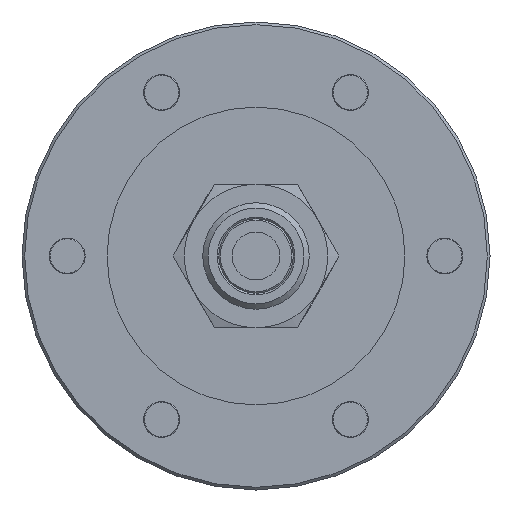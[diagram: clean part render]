
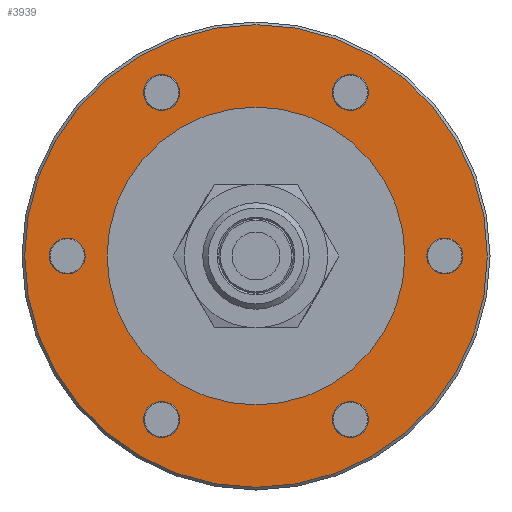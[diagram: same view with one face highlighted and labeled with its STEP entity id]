
A CAD part, left-side view. The second image highlights one B-rep face of the part: STEP entity #3939.
In plain terms, the highlighted planar face has unit normal (-1, 0, 0).
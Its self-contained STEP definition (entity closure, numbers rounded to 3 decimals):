
#248=FACE_BOUND('',#790,.T.);
#249=FACE_BOUND('',#791,.T.);
#250=FACE_BOUND('',#792,.T.);
#251=FACE_BOUND('',#793,.T.);
#252=FACE_BOUND('',#794,.T.);
#253=FACE_BOUND('',#795,.T.);
#254=FACE_BOUND('',#796,.T.);
#314=PLANE('',#4290);
#537=FACE_OUTER_BOUND('',#789,.T.);
#789=EDGE_LOOP('',(#3079));
#790=EDGE_LOOP('',(#3080,#3081));
#791=EDGE_LOOP('',(#3082,#3083));
#792=EDGE_LOOP('',(#3084,#3085));
#793=EDGE_LOOP('',(#3086,#3087));
#794=EDGE_LOOP('',(#3088,#3089));
#795=EDGE_LOOP('',(#3090,#3091));
#796=EDGE_LOOP('',(#3092,#3093));
#1555=CIRCLE('',#4289,43.5);
#1556=CIRCLE('',#4291,28.);
#1557=CIRCLE('',#4292,28.);
#1558=CIRCLE('',#4293,3.375);
#1559=CIRCLE('',#4294,3.375);
#1560=CIRCLE('',#4295,3.375);
#1561=CIRCLE('',#4296,3.375);
#1562=CIRCLE('',#4297,3.375);
#1563=CIRCLE('',#4298,3.375);
#1564=CIRCLE('',#4299,3.375);
#1565=CIRCLE('',#4300,3.375);
#1566=CIRCLE('',#4301,3.375);
#1567=CIRCLE('',#4302,3.375);
#1568=CIRCLE('',#4303,3.375);
#1569=CIRCLE('',#4304,3.375);
#1861=VERTEX_POINT('',#6328);
#1862=VERTEX_POINT('',#6332);
#1863=VERTEX_POINT('',#6333);
#1864=VERTEX_POINT('',#6336);
#1865=VERTEX_POINT('',#6337);
#1866=VERTEX_POINT('',#6340);
#1867=VERTEX_POINT('',#6341);
#1868=VERTEX_POINT('',#6344);
#1869=VERTEX_POINT('',#6345);
#1870=VERTEX_POINT('',#6348);
#1871=VERTEX_POINT('',#6349);
#1872=VERTEX_POINT('',#6352);
#1873=VERTEX_POINT('',#6353);
#1874=VERTEX_POINT('',#6356);
#1875=VERTEX_POINT('',#6357);
#2330=EDGE_CURVE('',#1861,#1861,#1555,.T.);
#2332=EDGE_CURVE('',#1862,#1863,#1556,.T.);
#2333=EDGE_CURVE('',#1863,#1862,#1557,.T.);
#2334=EDGE_CURVE('',#1864,#1865,#1558,.T.);
#2335=EDGE_CURVE('',#1865,#1864,#1559,.T.);
#2336=EDGE_CURVE('',#1866,#1867,#1560,.T.);
#2337=EDGE_CURVE('',#1867,#1866,#1561,.T.);
#2338=EDGE_CURVE('',#1868,#1869,#1562,.T.);
#2339=EDGE_CURVE('',#1869,#1868,#1563,.T.);
#2340=EDGE_CURVE('',#1870,#1871,#1564,.T.);
#2341=EDGE_CURVE('',#1871,#1870,#1565,.T.);
#2342=EDGE_CURVE('',#1872,#1873,#1566,.T.);
#2343=EDGE_CURVE('',#1873,#1872,#1567,.T.);
#2344=EDGE_CURVE('',#1874,#1875,#1568,.T.);
#2345=EDGE_CURVE('',#1875,#1874,#1569,.T.);
#3079=ORIENTED_EDGE('',*,*,#2330,.F.);
#3080=ORIENTED_EDGE('',*,*,#2332,.T.);
#3081=ORIENTED_EDGE('',*,*,#2333,.T.);
#3082=ORIENTED_EDGE('',*,*,#2334,.T.);
#3083=ORIENTED_EDGE('',*,*,#2335,.T.);
#3084=ORIENTED_EDGE('',*,*,#2336,.T.);
#3085=ORIENTED_EDGE('',*,*,#2337,.T.);
#3086=ORIENTED_EDGE('',*,*,#2338,.T.);
#3087=ORIENTED_EDGE('',*,*,#2339,.T.);
#3088=ORIENTED_EDGE('',*,*,#2340,.T.);
#3089=ORIENTED_EDGE('',*,*,#2341,.T.);
#3090=ORIENTED_EDGE('',*,*,#2342,.T.);
#3091=ORIENTED_EDGE('',*,*,#2343,.T.);
#3092=ORIENTED_EDGE('',*,*,#2344,.T.);
#3093=ORIENTED_EDGE('',*,*,#2345,.T.);
#3939=ADVANCED_FACE('',(#537,#248,#249,#250,#251,#252,#253,#254),#314,.T.);
#4289=AXIS2_PLACEMENT_3D('',#6329,#5070,#5071);
#4290=AXIS2_PLACEMENT_3D('',#6331,#5073,#5074);
#4291=AXIS2_PLACEMENT_3D('',#6334,#5075,#5076);
#4292=AXIS2_PLACEMENT_3D('',#6335,#5077,#5078);
#4293=AXIS2_PLACEMENT_3D('',#6338,#5079,#5080);
#4294=AXIS2_PLACEMENT_3D('',#6339,#5081,#5082);
#4295=AXIS2_PLACEMENT_3D('',#6342,#5083,#5084);
#4296=AXIS2_PLACEMENT_3D('',#6343,#5085,#5086);
#4297=AXIS2_PLACEMENT_3D('',#6346,#5087,#5088);
#4298=AXIS2_PLACEMENT_3D('',#6347,#5089,#5090);
#4299=AXIS2_PLACEMENT_3D('',#6350,#5091,#5092);
#4300=AXIS2_PLACEMENT_3D('',#6351,#5093,#5094);
#4301=AXIS2_PLACEMENT_3D('',#6354,#5095,#5096);
#4302=AXIS2_PLACEMENT_3D('',#6355,#5097,#5098);
#4303=AXIS2_PLACEMENT_3D('',#6358,#5099,#5100);
#4304=AXIS2_PLACEMENT_3D('',#6359,#5101,#5102);
#5070=DIRECTION('center_axis',(1.,0.,0.));
#5071=DIRECTION('ref_axis',(0.,-1.,0.));
#5073=DIRECTION('center_axis',(-1.,0.,0.));
#5074=DIRECTION('ref_axis',(0.,0.,1.));
#5075=DIRECTION('center_axis',(1.,0.,0.));
#5076=DIRECTION('ref_axis',(0.,0.,1.));
#5077=DIRECTION('center_axis',(1.,0.,0.));
#5078=DIRECTION('ref_axis',(0.,0.,1.));
#5079=DIRECTION('center_axis',(1.,0.,0.));
#5080=DIRECTION('ref_axis',(0.,0.,1.));
#5081=DIRECTION('center_axis',(1.,0.,0.));
#5082=DIRECTION('ref_axis',(0.,0.,1.));
#5083=DIRECTION('center_axis',(1.,0.,0.));
#5084=DIRECTION('ref_axis',(0.,0.866,0.5));
#5085=DIRECTION('center_axis',(1.,0.,0.));
#5086=DIRECTION('ref_axis',(0.,0.866,0.5));
#5087=DIRECTION('center_axis',(1.,0.,0.));
#5088=DIRECTION('ref_axis',(0.,0.866,-0.5));
#5089=DIRECTION('center_axis',(1.,0.,0.));
#5090=DIRECTION('ref_axis',(0.,0.866,-0.5));
#5091=DIRECTION('center_axis',(1.,0.,0.));
#5092=DIRECTION('ref_axis',(0.,0.,-1.));
#5093=DIRECTION('center_axis',(1.,0.,0.));
#5094=DIRECTION('ref_axis',(0.,0.,-1.));
#5095=DIRECTION('center_axis',(1.,0.,0.));
#5096=DIRECTION('ref_axis',(0.,-0.866,-0.5));
#5097=DIRECTION('center_axis',(1.,0.,0.));
#5098=DIRECTION('ref_axis',(0.,-0.866,-0.5));
#5099=DIRECTION('center_axis',(1.,0.,0.));
#5100=DIRECTION('ref_axis',(0.,-0.866,0.5));
#5101=DIRECTION('center_axis',(1.,0.,0.));
#5102=DIRECTION('ref_axis',(0.,-0.866,0.5));
#6328=CARTESIAN_POINT('',(-10.5,43.5,0.));
#6329=CARTESIAN_POINT('Origin',(-10.5,0.,0.));
#6331=CARTESIAN_POINT('Origin',(-10.5,0.,0.));
#6332=CARTESIAN_POINT('',(-10.5,0.,28.));
#6333=CARTESIAN_POINT('',(-10.5,0.,-28.));
#6334=CARTESIAN_POINT('Origin',(-10.5,0.,0.));
#6335=CARTESIAN_POINT('Origin',(-10.5,0.,0.));
#6336=CARTESIAN_POINT('',(-10.5,35.5,3.375));
#6337=CARTESIAN_POINT('',(-10.5,35.5,-3.375));
#6338=CARTESIAN_POINT('Origin',(-10.5,35.5,0.));
#6339=CARTESIAN_POINT('Origin',(-10.5,35.5,0.));
#6340=CARTESIAN_POINT('',(-10.5,20.673,-29.056));
#6341=CARTESIAN_POINT('',(-10.5,14.827,-32.431));
#6342=CARTESIAN_POINT('Origin',(-10.5,17.75,-30.744));
#6343=CARTESIAN_POINT('Origin',(-10.5,17.75,-30.744));
#6344=CARTESIAN_POINT('',(-10.5,-14.827,-32.431));
#6345=CARTESIAN_POINT('',(-10.5,-20.673,-29.056));
#6346=CARTESIAN_POINT('Origin',(-10.5,-17.75,-30.744));
#6347=CARTESIAN_POINT('Origin',(-10.5,-17.75,-30.744));
#6348=CARTESIAN_POINT('',(-10.5,-35.5,-3.375));
#6349=CARTESIAN_POINT('',(-10.5,-35.5,3.375));
#6350=CARTESIAN_POINT('Origin',(-10.5,-35.5,0.));
#6351=CARTESIAN_POINT('Origin',(-10.5,-35.5,0.));
#6352=CARTESIAN_POINT('',(-10.5,-20.673,29.056));
#6353=CARTESIAN_POINT('',(-10.5,-14.827,32.431));
#6354=CARTESIAN_POINT('Origin',(-10.5,-17.75,30.744));
#6355=CARTESIAN_POINT('Origin',(-10.5,-17.75,30.744));
#6356=CARTESIAN_POINT('',(-10.5,14.827,32.431));
#6357=CARTESIAN_POINT('',(-10.5,20.673,29.056));
#6358=CARTESIAN_POINT('Origin',(-10.5,17.75,30.744));
#6359=CARTESIAN_POINT('Origin',(-10.5,17.75,30.744));
